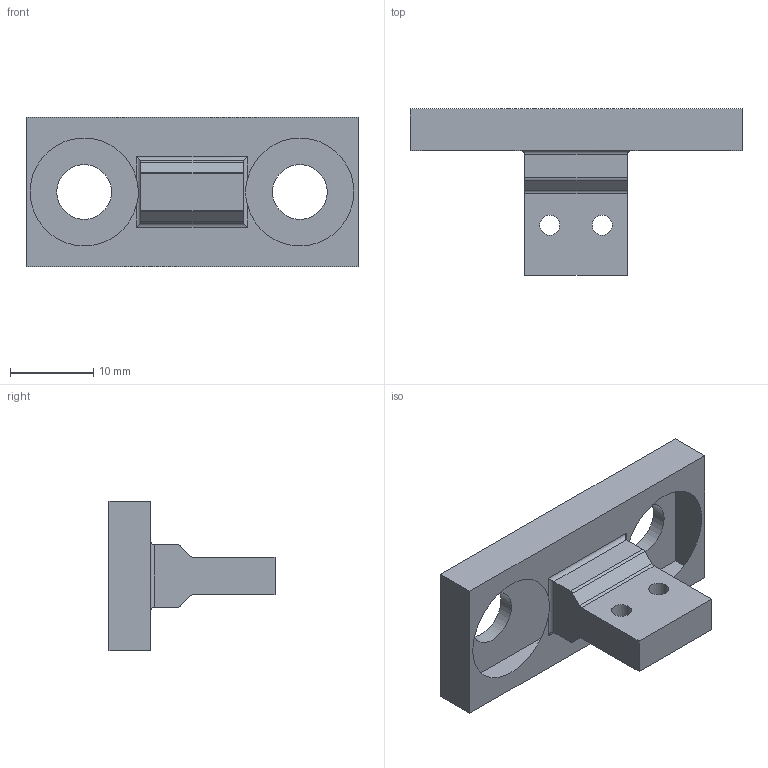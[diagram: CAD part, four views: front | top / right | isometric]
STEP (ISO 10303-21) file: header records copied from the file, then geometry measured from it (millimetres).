
FILE_DESCRIPTION(/* description */ (''),/* implementation_level */ '2;1');
FILE_NAME(/* name */ 'P-56-010-0.stp',/* time_stamp */ '2022-02-24T07:45:53-05:00',/* author */ ('jmurphy'),/* organization */ (''),/* preprocessor_version */ 'ST-DEVELOPER v18.1',/* originating_system */ 'AutoCAD Mechanical',/* authorisation */ '');
FILE_SCHEMA (('AUTOMOTIVE_DESIGN { 1 0 10303 214 3 1 1 }'));
Length unit declared in the file: millimetre
Products named in the file (2): Product; ACADMENU
Assembly tree (7 placements, depth 2):
  Product
    ACADMENU  x7
Bounding box: 40 x 20 x 18 mm (x, y, z)
Volume: 3929.5 mm3; surface area: 2589.1 mm2
Topology: 1 solids, 1 shells, 29 faces, 78 edges, 50 vertices
Faces by surface type: plane 15, cylinder 12, cone 2
Full cylindrical faces by diameter (mm): 2.4 x2, 6.6 x2
Entity records: 1037 total; most frequent: CARTESIAN_POINT 192, DIRECTION 176, ORIENTED_EDGE 156, EDGE_CURVE 78, AXIS2_PLACEMENT_3D 62, LINE 52, VECTOR 52, VERTEX_POINT 50
